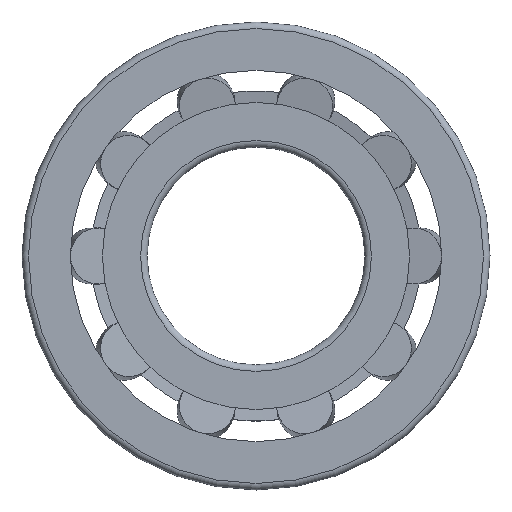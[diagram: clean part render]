
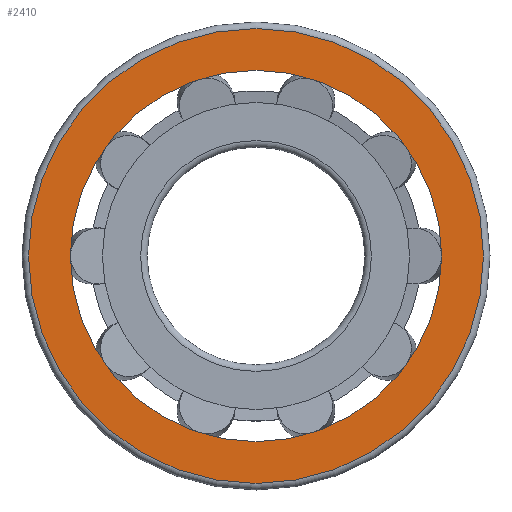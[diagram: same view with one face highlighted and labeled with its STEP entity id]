
A CAD part, left-side view. The second image highlights one B-rep face of the part: STEP entity #2410.
In plain terms, the highlighted planar face has unit normal (-1, 0, 0).
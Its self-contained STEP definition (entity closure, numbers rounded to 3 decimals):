
#119=PLANE('',#2759);
#326=CIRCLE('',#2760,85.273);
#327=CIRCLE('',#2761,104.5);
#1084=ORIENTED_EDGE('',*,*,#1472,.T.);
#1085=ORIENTED_EDGE('',*,*,#1473,.F.);
#1472=EDGE_CURVE('',#1734,#1734,#326,.T.);
#1473=EDGE_CURVE('',#1735,#1735,#327,.T.);
#1734=VERTEX_POINT('',#4910);
#1735=VERTEX_POINT('',#4912);
#2080=EDGE_LOOP('',(#1084));
#2081=EDGE_LOOP('',(#1085));
#2252=FACE_BOUND('',#2080,.T.);
#2253=FACE_BOUND('',#2081,.T.);
#2410=ADVANCED_FACE('',(#2252,#2253),#119,.T.);
#2759=AXIS2_PLACEMENT_3D('',#4908,#3408,#3409);
#2760=AXIS2_PLACEMENT_3D('',#4909,#3410,#3411);
#2761=AXIS2_PLACEMENT_3D('',#4911,#3412,#3413);
#3408=DIRECTION('',(-1.,0.,0.));
#3409=DIRECTION('',(0.,0.,1.));
#3410=DIRECTION('',(1.,0.,0.));
#3411=DIRECTION('',(0.,0.,-1.));
#3412=DIRECTION('',(1.,0.,0.));
#3413=DIRECTION('',(0.,0.,-1.));
#4908=CARTESIAN_POINT('',(0.,104.5,0.));
#4909=CARTESIAN_POINT('',(0.,0.,0.));
#4910=CARTESIAN_POINT('',(0.,0.,-85.273));
#4911=CARTESIAN_POINT('',(0.,0.,0.));
#4912=CARTESIAN_POINT('',(0.,0.,-104.5));
